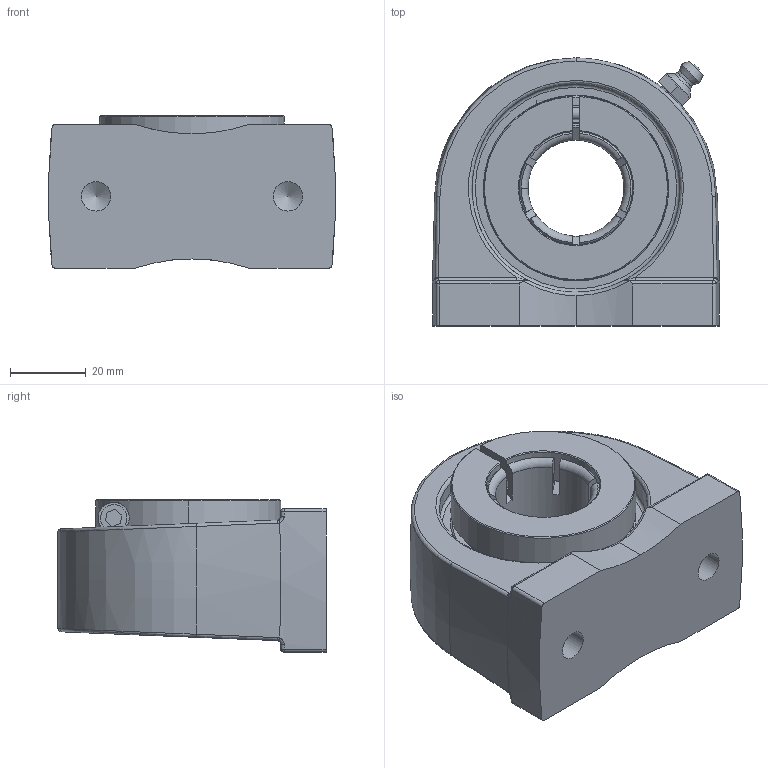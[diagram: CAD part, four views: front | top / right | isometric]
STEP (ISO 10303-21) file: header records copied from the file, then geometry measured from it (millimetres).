
FILE_DESCRIPTION(('HOOPS Exchange Step'),'2;1');
FILE_NAME('export-9E8C0D5F-A16F-4B49-8DE2-0244DE0FED60.stp','2019-12-13T16:54:27+16:00',('ibuslach'),('Alibre'),'HOOPS Exchange 2019.2','Alibre','Unknown authorisation');
FILE_SCHEMA( ('AP242_MANAGED_MODEL_BASED_3D_ENGINEERING_MIM_LF {1 0 10303 442 1 1 4 }') );
Length unit declared in the file: centimetre
Products named in the file (8): MRN SPA 205; UCP ZERK 6mm; SUE 205 LOCK RING; SUE 205 SHIELD; SUE 204 BOLT; SUE 205-16 RACES; MRN SUE 205-16; MRN SUEPA 205-16
Assembly tree (8 placements, depth 3):
  MRN SUEPA 205-16
    MRN SPA 205
    UCP ZERK 6mm
    MRN SUE 205-16
      SUE 205 LOCK RING
      SUE 205 SHIELD  x2
      SUE 204 BOLT
      SUE 205-16 RACES
Bounding box: 76 x 71 x 40.3 mm (x, y, z)
Volume: 108768.2 mm3; surface area: 41412.6 mm2
Topology: 8 solids, 8 shells, 258 faces, 705 edges, 455 vertices
Faces by surface type: cylinder 72, plane 70, cone 43, torus 33, bspline 28, sphere 12
Full cylindrical faces by diameter (mm): 1.482 x2, 3.242 x2, 4 x1, 6 x2, 7 x1, 7.798 x2, 25.4 x1, 34.225 x4, 34.733 x2, 44 x4, 55.143 x2
Entity records: 16122 total; most frequent: CARTESIAN_POINT 9774, ORIENTED_EDGE 1344, DIRECTION 1262, EDGE_CURVE 672, AXIS2_PLACEMENT_3D 529, VERTEX_POINT 441, CIRCLE 276, EDGE_LOOP 275
